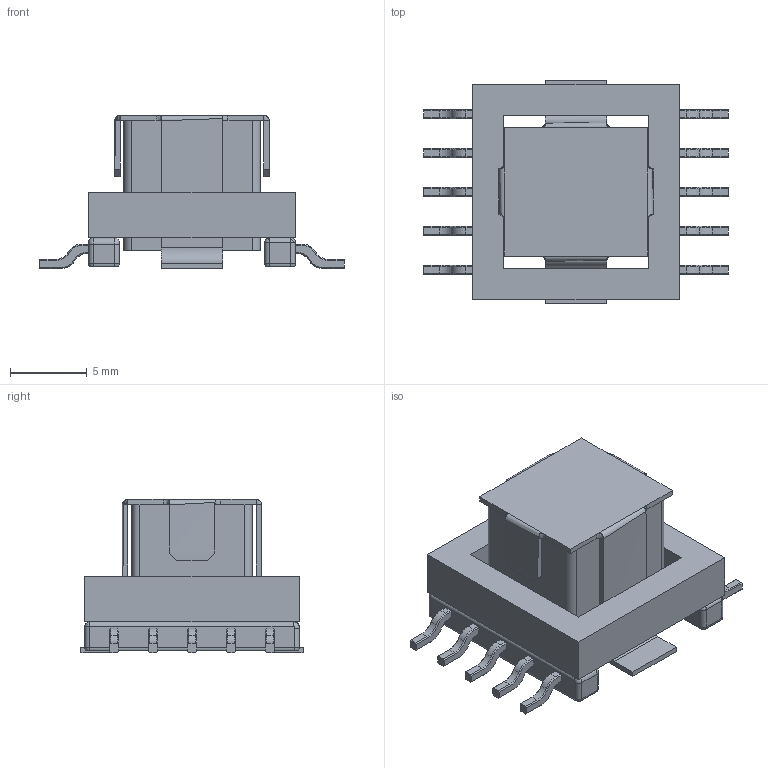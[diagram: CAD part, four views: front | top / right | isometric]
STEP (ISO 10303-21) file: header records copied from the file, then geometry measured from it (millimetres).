
FILE_DESCRIPTION (( 'STEP AP214' ), '1' );
FILE_NAME ('PB0026NLT.STEP', '2018-02-01T14:54:24', ( '' ), ( '' ), 'SwSTEP 2.0', 'SolidWorks 2016', '' );
FILE_SCHEMA (( 'AUTOMOTIVE_DESIGN' ));
Length unit declared in the file: millimetre
Products named in the file (1): PB0026NLT
Bounding box: 19.9 x 14.5 x 10 mm (x, y, z)
Volume: 1061.1 mm3; surface area: 1442.5 mm2
Topology: 3 solids, 3 shells, 396 faces, 970 edges, 580 vertices
Faces by surface type: plane 214, cone 80, cylinder 76, bspline 24, torus 2
Entity records: 14683 total; most frequent: CARTESIAN_POINT 3156, ORIENTED_EDGE 1916, DIRECTION 1846, EDGE_CURVE 958, LINE 664, VECTOR 664, AXIS2_PLACEMENT_3D 591, VERTEX_POINT 580
